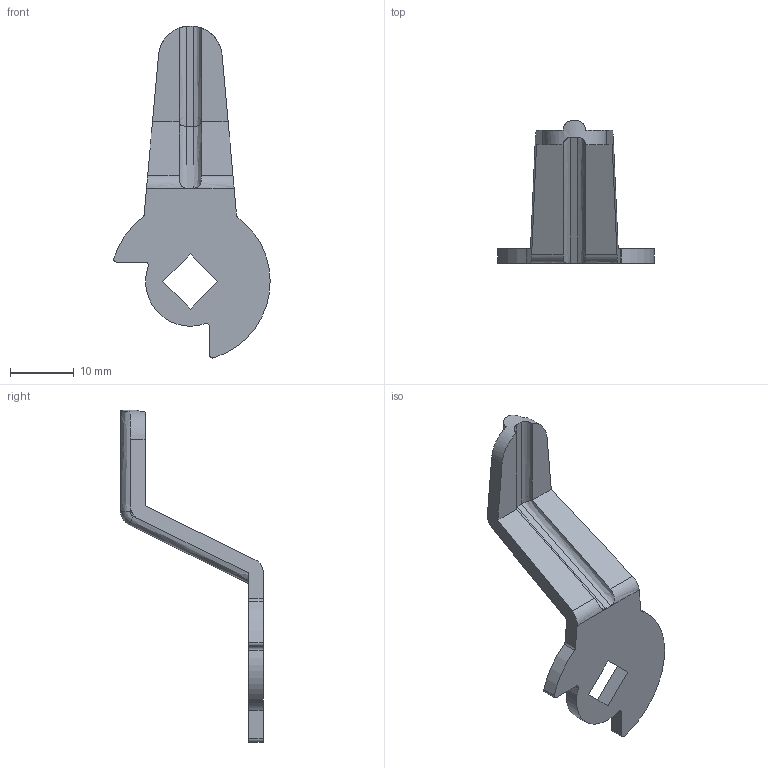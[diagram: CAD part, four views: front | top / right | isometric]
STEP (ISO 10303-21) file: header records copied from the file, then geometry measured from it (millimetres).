
FILE_DESCRIPTION((''),'2;1');
FILE_NAME('','2005-07-15T17:29:47',(''),(''),'','CADfix','');
FILE_SCHEMA(('AUTOMOTIVE_DESIGN'));
Length unit declared in the file: millimetre
Products named in the file (1): cam
Bounding box: 24.48 x 22.3 x 51.98 mm (x, y, z)
Volume: 1874.9 mm3; surface area: 2128.1 mm2
Topology: 1 solids, 1 shells, 48 faces, 126 edges, 80 vertices
Faces by surface type: bspline 48
Entity records: 1583 total; most frequent: CARTESIAN_POINT 847, ORIENTED_EDGE 252, EDGE_CURVE 126, VERTEX_POINT 80, QUASI_UNIFORM_CURVE 78, EDGE_LOOP 50, FACE_OUTER_BOUND 48, ADVANCED_FACE 48
